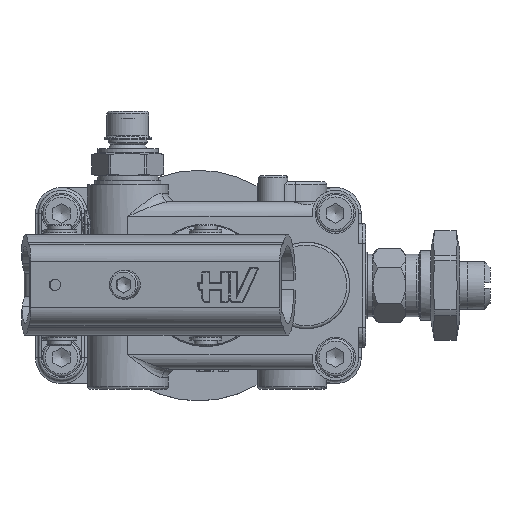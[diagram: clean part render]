
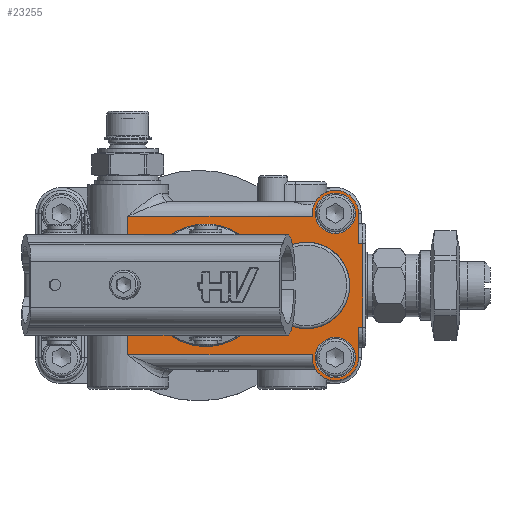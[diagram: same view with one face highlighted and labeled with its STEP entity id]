
A CAD part, top view. The second image highlights one B-rep face of the part: STEP entity #23255.
In plain terms, the highlighted planar face has unit normal (0, 0, 1).
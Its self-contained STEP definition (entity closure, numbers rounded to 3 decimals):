
#17360=CARTESIAN_POINT('',(111.0,9.,43.));
#17361=VERTEX_POINT('',#17360);
#17362=CARTESIAN_POINT('',(104.0,9.,43.));
#17363=DIRECTION('',(0.0,0.0,-1.0));
#17364=DIRECTION('',(1.0,0.0,0.0));
#17365=AXIS2_PLACEMENT_3D('',#17362,#17363,#17364);
#17366=CIRCLE('',#17365,7.);
#17367=EDGE_CURVE('',#17361,#17361,#17366,.T.);
#17400=CARTESIAN_POINT('',(111.,59.,43.));
#17401=VERTEX_POINT('',#17400);
#17402=CARTESIAN_POINT('',(104.,59.,43.));
#17403=DIRECTION('',(0.0,0.0,-1.0));
#17404=DIRECTION('',(1.0,0.0,0.0));
#17405=AXIS2_PLACEMENT_3D('',#17402,#17403,#17404);
#17406=CIRCLE('',#17405,7.);
#17407=EDGE_CURVE('',#17401,#17401,#17406,.T.);
#18862=CARTESIAN_POINT('',(112.,9.,43.));
#18863=VERTEX_POINT('',#18862);
#18870=CARTESIAN_POINT('',(96.0,9.,43.));
#18871=VERTEX_POINT('',#18870);
#18872=CARTESIAN_POINT('',(104.0,9.,43.));
#18873=DIRECTION('',(0.0,0.0,-1.0));
#18874=DIRECTION('',(-1.0,0.0,0.0));
#18875=AXIS2_PLACEMENT_3D('',#18872,#18873,#18874);
#18876=CIRCLE('',#18875,8.0);
#18877=EDGE_CURVE('',#18863,#18871,#18876,.T.);
#19015=CARTESIAN_POINT('',(83.0,23.802,43.));
#19016=VERTEX_POINT('',#19015);
#19024=CARTESIAN_POINT('',(83.0,44.198,43.));
#19025=VERTEX_POINT('',#19024);
#19026=CARTESIAN_POINT('',(94.,34.0,43.));
#19027=DIRECTION('',(0.0,0.0,-1.0));
#19028=DIRECTION('',(-1.0,0.0,0.0));
#19029=AXIS2_PLACEMENT_3D('',#19026,#19027,#19028);
#19030=CIRCLE('',#19029,15.0);
#19031=EDGE_CURVE('',#19025,#19016,#19030,.T.);
#19050=CARTESIAN_POINT('',(83.0,23.802,43.));
#19051=DIRECTION('',(0.0,1.0,0.0));
#19052=VECTOR('',#19051,20.396);
#19053=LINE('',#19050,#19052);
#19054=EDGE_CURVE('',#19016,#19025,#19053,.T.);
#19470=CARTESIAN_POINT('',(96.,59.,43.));
#19471=VERTEX_POINT('',#19470);
#19478=CARTESIAN_POINT('',(112.0,59.,43.));
#19479=VERTEX_POINT('',#19478);
#19480=CARTESIAN_POINT('',(104.,59.,43.));
#19481=DIRECTION('',(0.0,0.0,-1.0));
#19482=DIRECTION('',(1.0,0.0,0.0));
#19483=AXIS2_PLACEMENT_3D('',#19480,#19481,#19482);
#19484=CIRCLE('',#19483,8.0);
#19485=EDGE_CURVE('',#19471,#19479,#19484,.T.);
#19510=CARTESIAN_POINT('',(32.,58.,43.));
#19511=VERTEX_POINT('',#19510);
#19527=CARTESIAN_POINT('',(96.,58.,43.));
#19528=VERTEX_POINT('',#19527);
#19529=CARTESIAN_POINT('',(96.,58.,43.));
#19530=DIRECTION('',(-1.0,0.0,0.0));
#19531=VECTOR('',#19530,64.);
#19532=LINE('',#19529,#19531);
#19533=EDGE_CURVE('',#19528,#19511,#19532,.T.);
#20337=CARTESIAN_POINT('',(32.,44.122,43.));
#20338=VERTEX_POINT('',#20337);
#20349=CARTESIAN_POINT('',(32.0,44.122,43.0));
#20350=DIRECTION('',(0.0,1.0,0.0));
#20351=VECTOR('',#20350,13.878);
#20352=LINE('',#20349,#20351);
#20353=EDGE_CURVE('',#20338,#19511,#20352,.T.);
#21049=CARTESIAN_POINT('',(32.,10.0,43.));
#21050=VERTEX_POINT('',#21049);
#21519=CARTESIAN_POINT('',(32.,23.878,43.));
#21520=VERTEX_POINT('',#21519);
#21521=CARTESIAN_POINT('',(32.0,10.,43.0));
#21522=DIRECTION('',(0.0,1.0,0.0));
#21523=VECTOR('',#21522,13.878);
#21524=LINE('',#21521,#21523);
#21525=EDGE_CURVE('',#21050,#21520,#21524,.T.);
#21618=CARTESIAN_POINT('',(96.0,10.0,43.));
#21619=VERTEX_POINT('',#21618);
#21627=CARTESIAN_POINT('',(96.0,10.0,43.));
#21628=DIRECTION('',(-1.0,0.0,0.0));
#21629=VECTOR('',#21628,64.);
#21630=LINE('',#21627,#21629);
#21631=EDGE_CURVE('',#21619,#21050,#21630,.T.);
#22863=CARTESIAN_POINT('',(113.5,48.5,43.));
#22864=VERTEX_POINT('',#22863);
#22897=CARTESIAN_POINT('',(113.5,19.5,43.));
#22898=VERTEX_POINT('',#22897);
#22909=CARTESIAN_POINT('',(113.5,48.5,43.));
#22910=DIRECTION('',(0.0,-1.0,0.0));
#22911=VECTOR('',#22910,29.);
#22912=LINE('',#22909,#22911);
#22913=EDGE_CURVE('',#22864,#22898,#22912,.T.);
#23142=CARTESIAN_POINT('',(112.0,19.5,43.));
#23143=VERTEX_POINT('',#23142);
#23144=CARTESIAN_POINT('',(112.0,19.5,43.));
#23145=DIRECTION('',(1.0,0.0,0.0));
#23146=VECTOR('',#23145,1.5);
#23147=LINE('',#23144,#23146);
#23148=EDGE_CURVE('',#23143,#22898,#23147,.T.);
#23161=CARTESIAN_POINT('',(104.,34.,43.));
#23162=DIRECTION('',(0.0,0.0,1.0));
#23163=DIRECTION('',(1.0,0.0,0.0));
#23164=AXIS2_PLACEMENT_3D('',#23161,#23162,#23163);
#23165=PLANE('',#23164);
#23166=ORIENTED_EDGE('',*,*,#22913,.F.);
#23167=CARTESIAN_POINT('',(112.,48.5,43.));
#23168=VERTEX_POINT('',#23167);
#23169=CARTESIAN_POINT('',(112.,48.5,43.));
#23170=DIRECTION('',(1.0,0.0,0.0));
#23171=VECTOR('',#23170,1.5);
#23172=LINE('',#23169,#23171);
#23173=EDGE_CURVE('',#23168,#22864,#23172,.T.);
#23174=ORIENTED_EDGE('',*,*,#23173,.F.);
#23175=CARTESIAN_POINT('',(112.0,59.,43.));
#23176=DIRECTION('',(0.0,-1.0,0.0));
#23177=VECTOR('',#23176,10.5);
#23178=LINE('',#23175,#23177);
#23179=EDGE_CURVE('',#19479,#23168,#23178,.T.);
#23180=ORIENTED_EDGE('',*,*,#23179,.F.);
#23181=ORIENTED_EDGE('',*,*,#19485,.F.);
#23182=CARTESIAN_POINT('',(96.,58.,43.));
#23183=DIRECTION('',(0.0,1.0,0.0));
#23184=VECTOR('',#23183,1.);
#23185=LINE('',#23182,#23184);
#23186=EDGE_CURVE('',#19528,#19471,#23185,.T.);
#23187=ORIENTED_EDGE('',*,*,#23186,.F.);
#23188=ORIENTED_EDGE('',*,*,#19533,.T.);
#23189=ORIENTED_EDGE('',*,*,#20353,.F.);
#23190=CARTESIAN_POINT('',(33.732,41.0,43.));
#23191=VERTEX_POINT('',#23190);
#23192=CARTESIAN_POINT('',(33.732,41.0,43.));
#23193=CARTESIAN_POINT('',(33.732,41.528,43.));
#23194=CARTESIAN_POINT('',(33.438,42.767,43.));
#23195=CARTESIAN_POINT('',(32.582,43.719,43.));
#23196=CARTESIAN_POINT('',(32.,44.122,43.));
#23197=B_SPLINE_CURVE_WITH_KNOTS('',3,(#23192,#23193,#23194,#23195,#23196),.UNSPECIFIED.,.F.,.U.,(4,1,4),(2.696,2.855,3.066),.UNSPECIFIED.);
#23198=EDGE_CURVE('',#23191,#20338,#23197,.T.);
#23199=ORIENTED_EDGE('',*,*,#23198,.F.);
#23200=CARTESIAN_POINT('',(33.732,27.,43.));
#23201=VERTEX_POINT('',#23200);
#23202=CARTESIAN_POINT('',(33.732,27.,43.));
#23203=DIRECTION('',(0.0,1.0,0.0));
#23204=VECTOR('',#23203,14.);
#23205=LINE('',#23202,#23204);
#23206=EDGE_CURVE('',#23201,#23191,#23205,.T.);
#23207=ORIENTED_EDGE('',*,*,#23206,.F.);
#23208=CARTESIAN_POINT('',(32.,23.878,43.));
#23209=CARTESIAN_POINT('',(32.433,24.178,43.));
#23210=CARTESIAN_POINT('',(33.336,25.067,43.));
#23211=CARTESIAN_POINT('',(33.732,26.29,43.0));
#23212=CARTESIAN_POINT('',(33.732,27.,43.));
#23213=B_SPLINE_CURVE_WITH_KNOTS('',3,(#23208,#23209,#23210,#23211,#23212),.UNSPECIFIED.,.F.,.U.,(4,1,4),(2.696,2.854,3.065),.UNSPECIFIED.);
#23214=EDGE_CURVE('',#21520,#23201,#23213,.T.);
#23215=ORIENTED_EDGE('',*,*,#23214,.F.);
#23216=ORIENTED_EDGE('',*,*,#21525,.F.);
#23217=ORIENTED_EDGE('',*,*,#21631,.F.);
#23218=CARTESIAN_POINT('',(96.,9.,43.));
#23219=DIRECTION('',(0.0,1.0,0.0));
#23220=VECTOR('',#23219,1.);
#23221=LINE('',#23218,#23220);
#23222=EDGE_CURVE('',#18871,#21619,#23221,.T.);
#23223=ORIENTED_EDGE('',*,*,#23222,.F.);
#23224=ORIENTED_EDGE('',*,*,#18877,.F.);
#23225=CARTESIAN_POINT('',(112.,19.5,43.));
#23226=DIRECTION('',(0.0,-1.0,0.0));
#23227=VECTOR('',#23226,10.5);
#23228=LINE('',#23225,#23227);
#23229=EDGE_CURVE('',#23143,#18863,#23228,.T.);
#23230=ORIENTED_EDGE('',*,*,#23229,.F.);
#23231=ORIENTED_EDGE('',*,*,#23148,.T.);
#23232=EDGE_LOOP('',(#23166,#23174,#23180,#23181,#23187,#23188,#23189,#23199,#23207,#23215,#23216,#23217,#23223,#23224,#23230,#23231));
#23233=FACE_OUTER_BOUND('',#23232,.T.);
#23234=ORIENTED_EDGE('',*,*,#17367,.T.);
#23235=EDGE_LOOP('',(#23234));
#23236=FACE_BOUND('',#23235,.T.);
#23237=ORIENTED_EDGE('',*,*,#17407,.T.);
#23238=EDGE_LOOP('',(#23237));
#23239=FACE_BOUND('',#23238,.T.);
#23240=ORIENTED_EDGE('',*,*,#19031,.T.);
#23241=ORIENTED_EDGE('',*,*,#19054,.T.);
#23242=EDGE_LOOP('',(#23240,#23241));
#23243=FACE_BOUND('',#23242,.T.);
#23244=CARTESIAN_POINT('',(46.28,21.264,43.));
#23245=VERTEX_POINT('',#23244);
#23246=CARTESIAN_POINT('',(59.,34.0,43.));
#23247=DIRECTION('',(0.0,0.0,1.0));
#23248=DIRECTION('',(0.707,0.708,0.0));
#23249=AXIS2_PLACEMENT_3D('',#23246,#23247,#23248);
#23250=CIRCLE('',#23249,18.);
#23251=EDGE_CURVE('',#23245,#23245,#23250,.T.);
#23252=ORIENTED_EDGE('',*,*,#23251,.F.);
#23253=EDGE_LOOP('',(#23252));
#23254=FACE_BOUND('',#23253,.T.);
#23255=ADVANCED_FACE('',(#23233,#23236,#23239,#23243,#23254),#23165,.T.);
